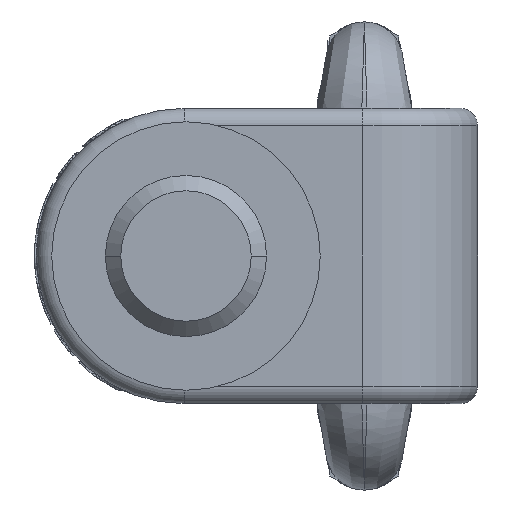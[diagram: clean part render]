
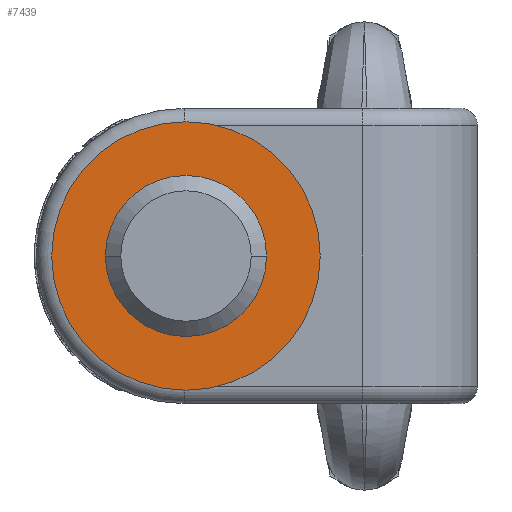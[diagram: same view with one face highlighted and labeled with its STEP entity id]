
A CAD part, front view. The second image highlights one B-rep face of the part: STEP entity #7439.
In plain terms, the highlighted planar face has unit normal (0, -1, 0).
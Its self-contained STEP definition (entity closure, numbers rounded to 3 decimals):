
#1964=CARTESIAN_POINT('',(-78.,-8.5,0.));
#1965=DIRECTION('',(0.,1.,0.));
#1966=DIRECTION('',(1.,0.,0.));
#1967=AXIS2_PLACEMENT_3D('',#1964,#1965,#1966);
#1969=CARTESIAN_POINT('',(-78.,-8.5,0.));
#1970=DIRECTION('',(0.,-1.,0.));
#1971=DIRECTION('',(1.,0.,0.));
#1972=AXIS2_PLACEMENT_3D('',#1969,#1970,#1971);
#1974=CARTESIAN_POINT('',(-78.,-8.5,0.));
#1975=DIRECTION('',(0.,-1.,0.));
#1976=DIRECTION('',(1.,0.,0.));
#1977=AXIS2_PLACEMENT_3D('',#1974,#1975,#1976);
#1987=CARTESIAN_POINT('',(-78.,-8.5,0.));
#1988=DIRECTION('',(0.,1.,0.));
#1989=DIRECTION('',(1.,0.,0.));
#1990=AXIS2_PLACEMENT_3D('',#1987,#1988,#1989);
#5288=CARTESIAN_POINT('',(-43.,-8.5,0.));
#5290=VERTEX_POINT('',#5288);
#5296=CARTESIAN_POINT('',(-113.,-8.5,0.));
#5298=VERTEX_POINT('',#5296);
#5308=CARTESIAN_POINT('',(-57.,-8.5,0.));
#5309=CARTESIAN_POINT('',(-99.,-8.5,0.));
#5310=VERTEX_POINT('',#5308);
#5311=VERTEX_POINT('',#5309);
#7424=CARTESIAN_POINT('',(-78.,-8.5,0.));
#7425=DIRECTION('',(0.,-1.,0.));
#7426=DIRECTION('',(-1.,0.,0.));
#7427=AXIS2_PLACEMENT_3D('',#7424,#7425,#7426);
#7428=PLANE('',#7427);
#7430=ORIENTED_EDGE('',*,*,#7429,.F.);
#7432=ORIENTED_EDGE('',*,*,#7431,.T.);
#7433=EDGE_LOOP('',(#7430,#7432));
#7434=FACE_OUTER_BOUND('',#7433,.F.);
#7435=ORIENTED_EDGE('',*,*,#7419,.F.);
#7436=ORIENTED_EDGE('',*,*,#7403,.T.);
#7437=EDGE_LOOP('',(#7435,#7436));
#7438=FACE_BOUND('',#7437,.F.);
#7439=ADVANCED_FACE('',(#7434,#7438),#7428,.T.);
#1968=CIRCLE('',#1967,21.);
#1973=CIRCLE('',#1972,21.);
#1978=CIRCLE('',#1977,35.);
#1991=CIRCLE('',#1990,35.);
#7403=EDGE_CURVE('',#5310,#5311,#1973,.T.);
#7419=EDGE_CURVE('',#5310,#5311,#1968,.T.);
#7429=EDGE_CURVE('',#5290,#5298,#1978,.T.);
#7431=EDGE_CURVE('',#5290,#5298,#1991,.T.);
